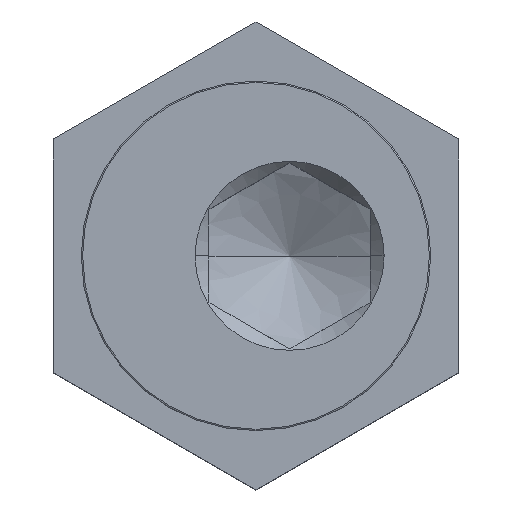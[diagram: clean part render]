
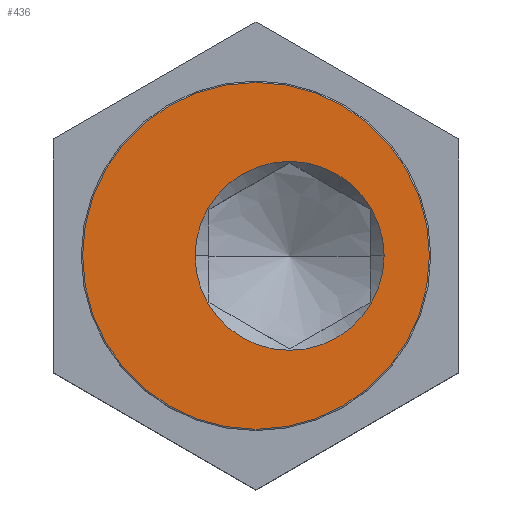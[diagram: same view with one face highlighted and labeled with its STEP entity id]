
A CAD part, top view. The second image highlights one B-rep face of the part: STEP entity #436.
In plain terms, the highlighted planar face has unit normal (0, 0, 1).
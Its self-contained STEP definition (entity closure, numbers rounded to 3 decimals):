
#254=EDGE_CURVE('',#398,#268,#618,.T.);
#268=VERTEX_POINT('',#634);
#302=VERTEX_POINT('',#670);
#382=EDGE_CURVE('',#506,#302,#764,.T.);
#392=EDGE_CURVE('',#518,#398,#774,.T.);
#394=EDGE_CURVE('',#302,#506,#776,.T.);
#398=VERTEX_POINT('',#780);
#436=ADVANCED_FACE('',(#824,#825),#826,.T.);
#468=EDGE_CURVE('',#268,#518,#860,.T.);
#506=VERTEX_POINT('',#899);
#518=VERTEX_POINT('',#912);
#618=CIRCLE('',#1040,12.9);
#634=CARTESIAN_POINT('',(-2.5,-12.9,12.6));
#670=CARTESIAN_POINT('',(-7.03,0.,12.6));
#764=CIRCLE('',#1298,7.03);
#774=CIRCLE('',#1321,12.9);
#776=CIRCLE('',#1324,7.03);
#780=CARTESIAN_POINT('',(10.4,0.,12.6));
#824=FACE_BOUND('',#1390,.T.);
#825=FACE_OUTER_BOUND('',#1391,.T.);
#826=PLANE('',#1392);
#860=CIRCLE('',#1456,12.9);
#899=CARTESIAN_POINT('',(7.03,0.0,12.6));
#912=CARTESIAN_POINT('',(-2.5,12.9,12.6));
#1040=AXIS2_PLACEMENT_3D('',#1660,#1661,#1662);
#1298=AXIS2_PLACEMENT_3D('',#1823,#1824,#1825);
#1321=AXIS2_PLACEMENT_3D('',#1827,#1828,#1829);
#1324=AXIS2_PLACEMENT_3D('',#1830,#1831,#1832);
#1390=EDGE_LOOP('',(#1895,#1896));
#1391=EDGE_LOOP('',(#1897,#1898,#1899));
#1392=AXIS2_PLACEMENT_3D('',#1900,#1901,#1902);
#1456=AXIS2_PLACEMENT_3D('',#1933,#1934,#1935);
#1660=CARTESIAN_POINT('',(-2.5,0.,12.6));
#1661=DIRECTION('',(0.0,0.,-1.0));
#1662=DIRECTION('',(1.0,0.0,0.0));
#1823=CARTESIAN_POINT('',(0.0,0.,12.6));
#1824=DIRECTION('',(0.0,0.,-1.0));
#1825=DIRECTION('',(1.0,0.0,0.0));
#1827=CARTESIAN_POINT('',(-2.5,0.,12.6));
#1828=DIRECTION('',(0.0,0.,-1.0));
#1829=DIRECTION('',(1.0,0.0,0.0));
#1830=CARTESIAN_POINT('',(0.0,0.,12.6));
#1831=DIRECTION('',(0.0,0.,-1.0));
#1832=DIRECTION('',(1.0,0.0,0.0));
#1895=ORIENTED_EDGE('',*,*,#382,.T.);
#1896=ORIENTED_EDGE('',*,*,#394,.T.);
#1897=ORIENTED_EDGE('',*,*,#254,.F.);
#1898=ORIENTED_EDGE('',*,*,#392,.F.);
#1899=ORIENTED_EDGE('',*,*,#468,.F.);
#1900=CARTESIAN_POINT('',(4.0,0.,12.6));
#1901=DIRECTION('',(0.0,0.,1.0));
#1902=DIRECTION('',(-1.0,0.0,0.0));
#1933=CARTESIAN_POINT('',(-2.5,0.,12.6));
#1934=DIRECTION('',(0.0,0.,-1.0));
#1935=DIRECTION('',(1.0,0.0,0.0));
